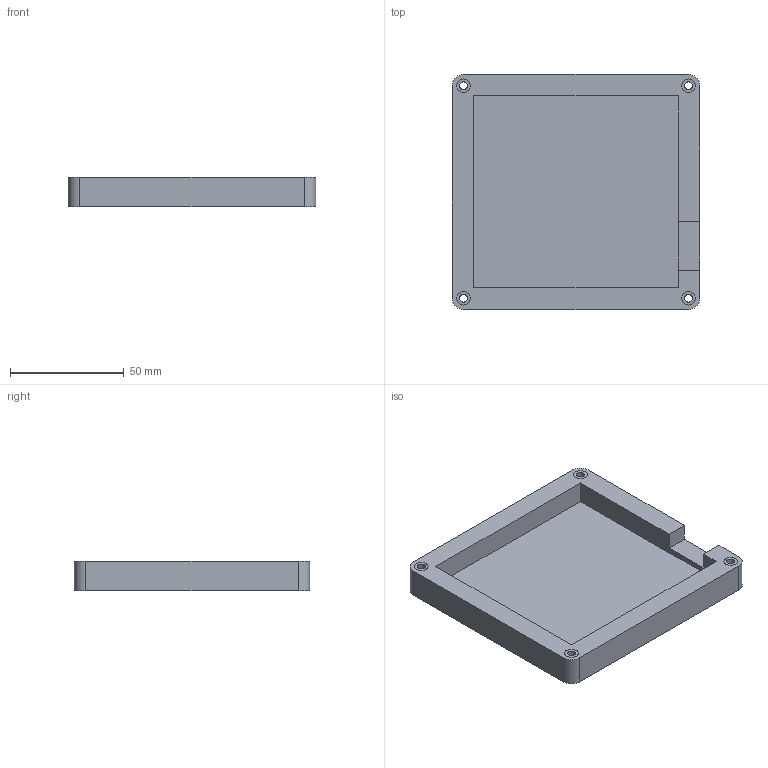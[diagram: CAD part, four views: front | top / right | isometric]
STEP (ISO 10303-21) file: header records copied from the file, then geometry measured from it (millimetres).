
FILE_DESCRIPTION(/* description */ (''),/* implementation_level */ '2;1');
FILE_NAME(/* name */ 'Bottom Base.step',/* time_stamp */ '2026-02-10T11:36:24+05:30',/* author */ (''),/* organization */ (''),/* preprocessor_version */ 'ST-DEVELOPER v20.1',/* originating_system */ 'Autodesk Translation Framework v14.24.0.0',/* authorisation */ '');
FILE_SCHEMA (('AUTOMOTIVE_DESIGN { 1 0 10303 214 3 1 1 }'));
Length unit declared in the file: millimetre
Products named in the file (1): 2026-02-10-11-36-24-259
Bounding box: 109 x 103.5 x 13 mm (x, y, z)
Volume: 68848.6 mm3; surface area: 33897 mm2
Topology: 7 solids, 7 shells, 50 faces, 102 edges, 68 vertices
Faces by surface type: plane 28, cylinder 22
Full cylindrical faces by diameter (mm): 3.4 x8, 6 x10
Entity records: 1397 total; most frequent: DIRECTION 248, CARTESIAN_POINT 221, ORIENTED_EDGE 204, EDGE_CURVE 102, AXIS2_PLACEMENT_3D 95, EDGE_LOOP 72, VERTEX_POINT 68, LINE 58
